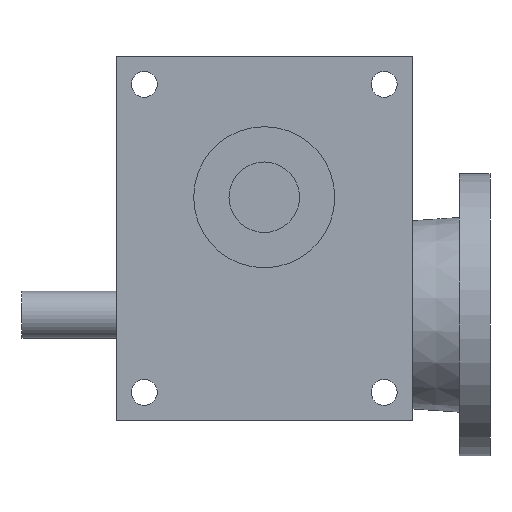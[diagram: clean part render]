
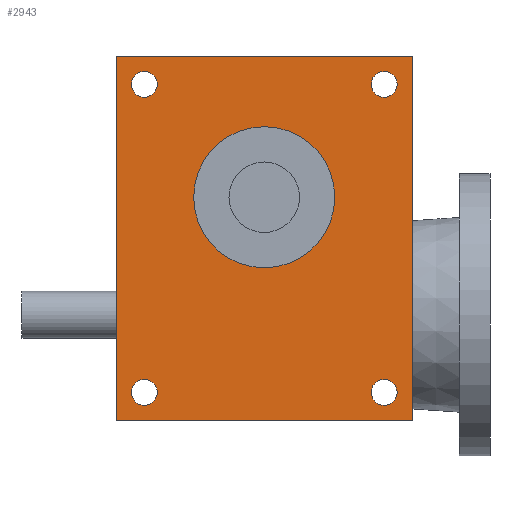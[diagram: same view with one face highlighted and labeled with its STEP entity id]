
A CAD part, front view. The second image highlights one B-rep face of the part: STEP entity #2943.
In plain terms, the highlighted planar face has unit normal (0, -1, 0).
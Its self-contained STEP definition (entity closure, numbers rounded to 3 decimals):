
#149=LINE('',#4442,#389);
#152=LINE('',#4458,#392);
#153=LINE('',#4460,#393);
#154=LINE('',#4462,#394);
#389=VECTOR('',#3613,1000.);
#392=VECTOR('',#3628,1000.);
#393=VECTOR('',#3629,1000.);
#394=VECTOR('',#3630,1000.);
#747=ORIENTED_EDGE('',*,*,#1423,.T.);
#748=ORIENTED_EDGE('',*,*,#1424,.T.);
#749=ORIENTED_EDGE('',*,*,#1425,.T.);
#750=ORIENTED_EDGE('',*,*,#1426,.T.);
#751=ORIENTED_EDGE('',*,*,#1427,.T.);
#752=ORIENTED_EDGE('',*,*,#1428,.T.);
#753=ORIENTED_EDGE('',*,*,#1429,.F.);
#754=ORIENTED_EDGE('',*,*,#1430,.F.);
#755=ORIENTED_EDGE('',*,*,#1420,.T.);
#1420=EDGE_CURVE('',#1784,#1783,#149,.T.);
#1423=EDGE_CURVE('',#1786,#1786,#2044,.T.);
#1424=EDGE_CURVE('',#1787,#1787,#2045,.T.);
#1425=EDGE_CURVE('',#1788,#1788,#2046,.T.);
#1426=EDGE_CURVE('',#1789,#1789,#2047,.T.);
#1427=EDGE_CURVE('',#1790,#1790,#2048,.T.);
#1428=EDGE_CURVE('',#1783,#1791,#152,.T.);
#1429=EDGE_CURVE('',#1792,#1791,#153,.T.);
#1430=EDGE_CURVE('',#1784,#1792,#154,.T.);
#1783=VERTEX_POINT('',#4441);
#1784=VERTEX_POINT('',#4443);
#1786=VERTEX_POINT('',#4449);
#1787=VERTEX_POINT('',#4451);
#1788=VERTEX_POINT('',#4453);
#1789=VERTEX_POINT('',#4455);
#1790=VERTEX_POINT('',#4457);
#1791=VERTEX_POINT('',#4459);
#1792=VERTEX_POINT('',#4461);
#2044=CIRCLE('',#3191,5.5);
#2045=CIRCLE('',#3192,5.5);
#2046=CIRCLE('',#3193,5.5);
#2047=CIRCLE('',#3194,5.5);
#2048=CIRCLE('',#3195,30.);
#2221=EDGE_LOOP('',(#747));
#2222=EDGE_LOOP('',(#748));
#2223=EDGE_LOOP('',(#749));
#2224=EDGE_LOOP('',(#750));
#2225=EDGE_LOOP('',(#751));
#2226=EDGE_LOOP('',(#752,#753,#754,#755));
#2484=FACE_BOUND('',#2221,.T.);
#2485=FACE_BOUND('',#2222,.T.);
#2486=FACE_BOUND('',#2223,.T.);
#2487=FACE_BOUND('',#2224,.T.);
#2488=FACE_BOUND('',#2225,.T.);
#2489=FACE_BOUND('',#2226,.T.);
#2671=PLANE('',#3190);
#2943=ADVANCED_FACE('',(#2484,#2485,#2486,#2487,#2488,#2489),#2671,.F.);
#3190=AXIS2_PLACEMENT_3D('',#4447,#3616,#3617);
#3191=AXIS2_PLACEMENT_3D('',#4448,#3618,#3619);
#3192=AXIS2_PLACEMENT_3D('',#4450,#3620,#3621);
#3193=AXIS2_PLACEMENT_3D('',#4452,#3622,#3623);
#3194=AXIS2_PLACEMENT_3D('',#4454,#3624,#3625);
#3195=AXIS2_PLACEMENT_3D('',#4456,#3626,#3627);
#3613=DIRECTION('',(0.,0.,-1.));
#3616=DIRECTION('',(0.,1.,0.));
#3617=DIRECTION('',(0.,0.,1.));
#3618=DIRECTION('',(0.,1.,0.));
#3619=DIRECTION('',(1.,0.,0.));
#3620=DIRECTION('',(0.,1.,0.));
#3621=DIRECTION('',(1.,0.,0.));
#3622=DIRECTION('',(0.,1.,0.));
#3623=DIRECTION('',(1.,0.,0.));
#3624=DIRECTION('',(0.,1.,0.));
#3625=DIRECTION('',(1.,0.,0.));
#3626=DIRECTION('',(0.,1.,0.));
#3627=DIRECTION('',(1.,0.,0.));
#3628=DIRECTION('',(1.,0.,0.));
#3629=DIRECTION('',(0.,0.,-1.));
#3630=DIRECTION('',(1.,0.,0.));
#4441=CARTESIAN_POINT('',(-63.,-45.,-77.5));
#4442=CARTESIAN_POINT('',(-63.,-45.,77.5));
#4443=CARTESIAN_POINT('',(-63.,-45.,77.5));
#4447=CARTESIAN_POINT('',(-63.,-45.,77.5));
#4448=CARTESIAN_POINT('',(51.,-45.,65.5));
#4449=CARTESIAN_POINT('',(56.5,-45.,65.5));
#4450=CARTESIAN_POINT('',(-51.,-45.,65.5));
#4451=CARTESIAN_POINT('',(-45.5,-45.,65.5));
#4452=CARTESIAN_POINT('',(-51.,-45.,-65.5));
#4453=CARTESIAN_POINT('',(-45.5,-45.,-65.5));
#4454=CARTESIAN_POINT('',(51.,-45.,-65.5));
#4455=CARTESIAN_POINT('',(56.5,-45.,-65.5));
#4456=CARTESIAN_POINT('',(0.,-45.,17.5));
#4457=CARTESIAN_POINT('',(30.,-45.,17.5));
#4458=CARTESIAN_POINT('',(-63.,-45.,-77.5));
#4459=CARTESIAN_POINT('',(63.,-45.,-77.5));
#4460=CARTESIAN_POINT('',(63.,-45.,77.5));
#4461=CARTESIAN_POINT('',(63.,-45.,77.5));
#4462=CARTESIAN_POINT('',(-63.,-45.,77.5));
